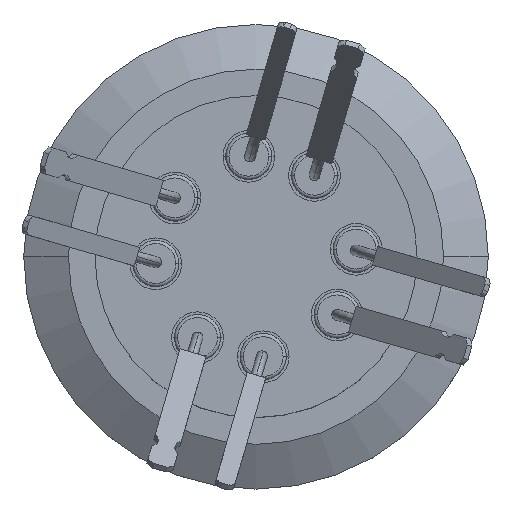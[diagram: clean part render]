
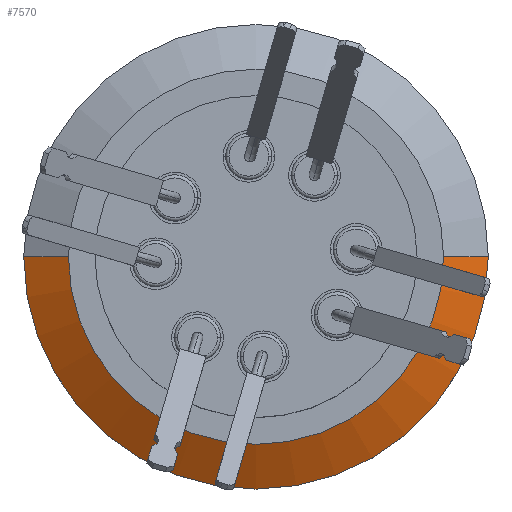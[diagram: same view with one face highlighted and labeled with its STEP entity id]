
A CAD part, top view. The second image highlights one B-rep face of the part: STEP entity #7570.
In plain terms, the highlighted conical face has half-angle 60 degrees and reference radius 27.432 mm.
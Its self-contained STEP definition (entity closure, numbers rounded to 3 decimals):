
#1575 = CARTESIAN_POINT ( 'NONE',  ( -26.926, 1.385, 0.141 ) ) ;
#1820 = DIRECTION ( 'NONE',  ( 0., 0., -1. ) ) ;
#2015 = CARTESIAN_POINT ( 'NONE',  ( 27.938, 1.385, 0.141 ) ) ;
#2222 = VERTEX_POINT ( 'NONE', #16132 ) ;
#2394 = VECTOR ( 'NONE', #10368, 1000. ) ;
#2667 = AXIS2_PLACEMENT_3D ( 'NONE', #14333, #1820, #11575 ) ;
#2824 = DIRECTION ( 'NONE',  ( 0., 0., -1. ) ) ;
#3197 = ORIENTED_EDGE ( 'NONE', *, *, #5325, .T. ) ;
#3653 = ORIENTED_EDGE ( 'NONE', *, *, #4836, .T. ) ;
#4068 = DIRECTION ( 'NONE',  ( -0.866, 0., -0.5 ) ) ;
#4836 = EDGE_CURVE ( 'NONE', #9193, #14706, #5457, .T. ) ;
#5325 = EDGE_CURVE ( 'NONE', #10975, #9193, #9383, .T. ) ;
#5457 = LINE ( 'NONE', #12406, #12430 ) ;
#5704 = EDGE_CURVE ( 'NONE', #10975, #2222, #13970, .T. ) ;
#6474 = ORIENTED_EDGE ( 'NONE', *, *, #5704, .F. ) ;
#6675 = CARTESIAN_POINT ( 'NONE',  ( 0.506, 1.385, 3.189 ) ) ;
#7082 = AXIS2_PLACEMENT_3D ( 'NONE', #6675, #16477, #8058 ) ;
#7534 = EDGE_LOOP ( 'NONE', ( #6474, #3197, #3653, #8177 ) ) ;
#7570 = ADVANCED_FACE ( 'NONE', ( #14822 ), #18147, .T. ) ;
#8058 = DIRECTION ( 'NONE',  ( -1., 0., 0. ) ) ;
#8177 = ORIENTED_EDGE ( 'NONE', *, *, #11881, .F. ) ;
#9193 = VERTEX_POINT ( 'NONE', #12170 ) ;
#9383 = CIRCLE ( 'NONE', #7082, 22.153 ) ;
#10368 = DIRECTION ( 'NONE',  ( 0.866, 0., -0.5 ) ) ;
#10975 = VERTEX_POINT ( 'NONE', #14443 ) ;
#11192 = CARTESIAN_POINT ( 'NONE',  ( 0.506, 1.385, 0.141 ) ) ;
#11575 = DIRECTION ( 'NONE',  ( -1., 0., 0. ) ) ;
#11881 = EDGE_CURVE ( 'NONE', #2222, #14706, #17818, .T. ) ;
#12170 = CARTESIAN_POINT ( 'NONE',  ( -21.647, 1.385, 3.189 ) ) ;
#12406 = CARTESIAN_POINT ( 'NONE',  ( -26.926, 1.385, 0.141 ) ) ;
#12430 = VECTOR ( 'NONE', #4068, 1000. ) ;
#12579 = DIRECTION ( 'NONE',  ( -1., 0., 0. ) ) ;
#13970 = LINE ( 'NONE', #2015, #2394 ) ;
#14333 = CARTESIAN_POINT ( 'NONE',  ( 0.506, 1.385, 0.141 ) ) ;
#14385 = AXIS2_PLACEMENT_3D ( 'NONE', #11192, #2824, #12579 ) ;
#14443 = CARTESIAN_POINT ( 'NONE',  ( 22.659, 1.385, 3.189 ) ) ;
#14706 = VERTEX_POINT ( 'NONE', #1575 ) ;
#14822 = FACE_OUTER_BOUND ( 'NONE', #7534, .T. ) ;
#16132 = CARTESIAN_POINT ( 'NONE',  ( 27.938, 1.385, 0.141 ) ) ;
#16477 = DIRECTION ( 'NONE',  ( 0., 0., -1. ) ) ;
#17818 = CIRCLE ( 'NONE', #14385, 27.432 ) ;
#18147 = CONICAL_SURFACE ( 'NONE', #2667, 27.432, 1.047 ) ;
